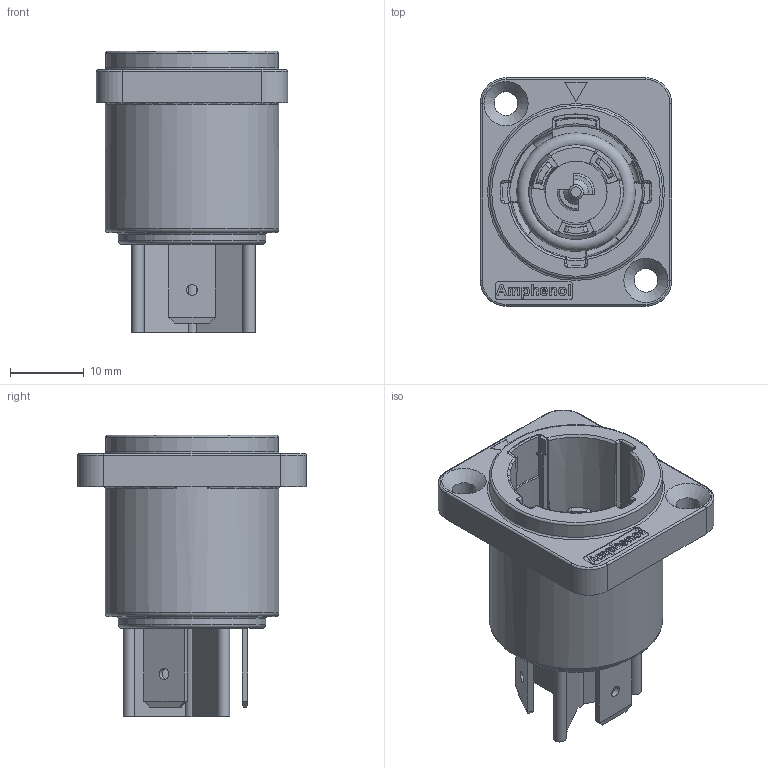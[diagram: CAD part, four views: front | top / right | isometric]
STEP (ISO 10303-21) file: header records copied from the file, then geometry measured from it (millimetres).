
FILE_DESCRIPTION(/* description */ (''),/* implementation_level */ '2;1');
FILE_NAME(/* name */ 'HPT-3-MD.stp',/* time_stamp */ '2019-07-26T15:51:18+10:00',/* author */ ('thien'),/* organization */ (''),/* preprocessor_version */ 'ST-DEVELOPER v17',/* originating_system */ 'Autodesk Inventor 2018',/* authorisation */ '');
FILE_SCHEMA (('CONFIG_CONTROL_DESIGN'));
Length unit declared in the file: inch
Products named in the file (1): 55011093-000_Shrinkwrap_1
Bounding box: 26 x 31 x 38.2 mm (x, y, z)
Volume: 7154.2 mm3; surface area: 11389.9 mm2
Topology: 7 solids, 7 shells, 1079 faces, 2892 edges, 1863 vertices
Faces by surface type: plane 576, cylinder 245, bspline 171, torus 65, cone 22
Full cylindrical faces by diameter (mm): 0.311 x1, 0.353 x1, 1.5 x3, 2 x1, 3 x1, 3.2 x2, 3.3 x1, 8.44 x1, 12.85 x1, 17.98 x1, 18 x1, 20 x1, 21.25 x1, 21.47 x1, 21.5 x1, 23.5 x1, 23.6 x1
Entity records: 36884 total; most frequent: CARTESIAN_POINT 10682, ORIENTED_EDGE 5772, DIRECTION 4951, EDGE_CURVE 2886, VERTEX_POINT 1863, LINE 1719, VECTOR 1719, AXIS2_PLACEMENT_3D 1616
